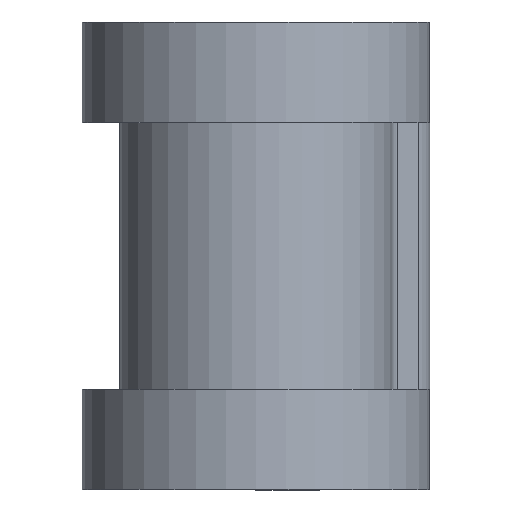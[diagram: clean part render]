
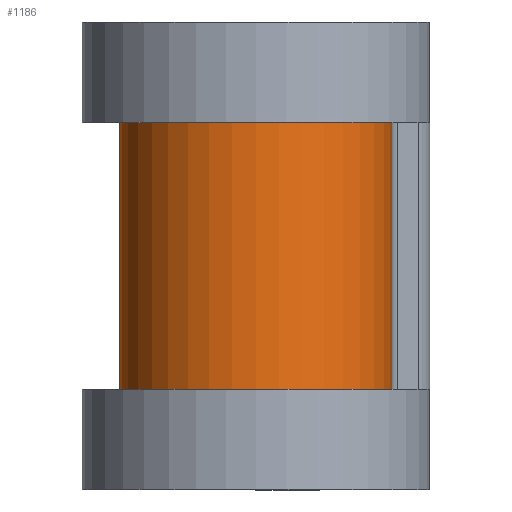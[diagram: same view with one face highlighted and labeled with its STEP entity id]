
A CAD part, top view. The second image highlights one B-rep face of the part: STEP entity #1186.
In plain terms, the highlighted cylindrical face has radius 5.512 mm (diameter 11.024 mm), a partial arc.
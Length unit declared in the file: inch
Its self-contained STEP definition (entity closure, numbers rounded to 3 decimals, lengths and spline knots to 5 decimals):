
#61 = EDGE_CURVE ( 'NONE', #1245, #853, #922, .T. ) ;
#67 = VERTEX_POINT ( 'NONE', #941 ) ;
#116 = DIRECTION ( 'NONE',  ( 0., 0., -1. ) ) ;
#184 = AXIS2_PLACEMENT_3D ( 'NONE', #1066, #496, #902 ) ;
#235 = DIRECTION ( 'NONE',  ( 0., -1., 0. ) ) ;
#264 = ORIENTED_EDGE ( 'NONE', *, *, #61, .F. ) ;
#342 = EDGE_CURVE ( 'NONE', #67, #1245, #1261, .T. ) ;
#383 = FACE_OUTER_BOUND ( 'NONE', #813, .T. ) ;
#384 = VERTEX_POINT ( 'NONE', #661 ) ;
#496 = DIRECTION ( 'NONE',  ( 0., -1., 0. ) ) ;
#530 = VECTOR ( 'NONE', #533, 39.37008 ) ;
#533 = DIRECTION ( 'NONE',  ( 0., -1., 0. ) ) ;
#536 = ORIENTED_EDGE ( 'NONE', *, *, #342, .F. ) ;
#630 = CARTESIAN_POINT ( 'NONE',  ( 0., 0.2125, 0. ) ) ;
#651 = CYLINDRICAL_SURFACE ( 'NONE', #184, 0.217 ) ;
#661 = CARTESIAN_POINT ( 'NONE',  ( 0., 0.2125, -0.217 ) ) ;
#757 = LINE ( 'NONE', #1000, #1107 ) ;
#765 = DIRECTION ( 'NONE',  ( 0., 0., -1. ) ) ;
#813 = EDGE_LOOP ( 'NONE', ( #536, #1352, #1053, #264 ) ) ;
#853 = VERTEX_POINT ( 'NONE', #1569 ) ;
#902 = DIRECTION ( 'NONE',  ( 0., 0., -1. ) ) ;
#905 = CARTESIAN_POINT ( 'NONE',  ( 0.217, -0.2125, 0. ) ) ;
#922 = CIRCLE ( 'NONE', #1266, 0.217 ) ;
#941 = CARTESIAN_POINT ( 'NONE',  ( 0.217, 0.2125, 0. ) ) ;
#946 = CARTESIAN_POINT ( 'NONE',  ( 0., -0.2125, 0. ) ) ;
#1000 = CARTESIAN_POINT ( 'NONE',  ( 0., 0.3125, -0.217 ) ) ;
#1053 = ORIENTED_EDGE ( 'NONE', *, *, #1654, .T. ) ;
#1066 = CARTESIAN_POINT ( 'NONE',  ( 0., 0.3125, 0. ) ) ;
#1107 = VECTOR ( 'NONE', #1268, 39.37008 ) ;
#1120 = CIRCLE ( 'NONE', #1393, 0.217 ) ;
#1161 = EDGE_CURVE ( 'NONE', #67, #384, #1120, .T. ) ;
#1186 = ADVANCED_FACE ( 'NONE', ( #383 ), #651, .T. ) ;
#1245 = VERTEX_POINT ( 'NONE', #905 ) ;
#1261 = LINE ( 'NONE', #1540, #530 ) ;
#1266 = AXIS2_PLACEMENT_3D ( 'NONE', #946, #235, #116 ) ;
#1268 = DIRECTION ( 'NONE',  ( 0., -1., 0. ) ) ;
#1352 = ORIENTED_EDGE ( 'NONE', *, *, #1161, .T. ) ;
#1393 = AXIS2_PLACEMENT_3D ( 'NONE', #630, #1620, #765 ) ;
#1540 = CARTESIAN_POINT ( 'NONE',  ( 0.217, 0.3125, 0. ) ) ;
#1569 = CARTESIAN_POINT ( 'NONE',  ( 0., -0.2125, -0.217 ) ) ;
#1620 = DIRECTION ( 'NONE',  ( 0., -1., 0. ) ) ;
#1654 = EDGE_CURVE ( 'NONE', #384, #853, #757, .T. ) ;
